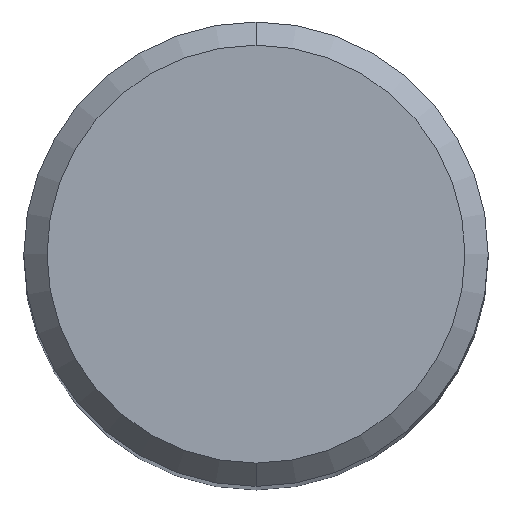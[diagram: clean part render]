
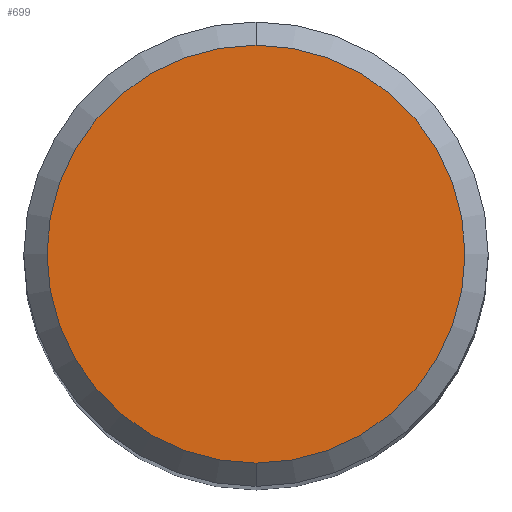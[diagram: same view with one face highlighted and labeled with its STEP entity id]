
A CAD part, top view. The second image highlights one B-rep face of the part: STEP entity #699.
In plain terms, the highlighted planar face has unit normal (0, 0, 1).
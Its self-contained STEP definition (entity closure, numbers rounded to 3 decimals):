
#363=EDGE_CURVE('',#809,#841,#977,.T.);
#623=EDGE_CURVE('',#841,#809,#1262,.T.);
#699=ADVANCED_FACE('',(#1345),#1346,.T.);
#809=VERTEX_POINT('',#1467);
#841=VERTEX_POINT('',#1499);
#977=CIRCLE('',#1744,3.6);
#1262=CIRCLE('',#2801,3.6);
#1345=FACE_OUTER_BOUND('',#3894,.T.);
#1346=PLANE('',#3895);
#1467=CARTESIAN_POINT('',(0.,-3.6,0.0));
#1499=CARTESIAN_POINT('',(0.0,3.6,0.0));
#1744=AXIS2_PLACEMENT_3D('',#7307,#7308,#7309);
#2801=AXIS2_PLACEMENT_3D('',#7588,#7589,#7590);
#3894=EDGE_LOOP('',(#7692,#7693));
#3895=AXIS2_PLACEMENT_3D('',#7694,#7695,#7696);
#7307=CARTESIAN_POINT('',(0.0,0.0,0.0));
#7308=DIRECTION('',(0.0,0.0,-1.0));
#7309=DIRECTION('',(0.0,1.0,0.0));
#7588=CARTESIAN_POINT('',(0.0,0.0,0.0));
#7589=DIRECTION('',(0.0,0.0,-1.0));
#7590=DIRECTION('',(0.0,1.0,0.0));
#7692=ORIENTED_EDGE('',*,*,#623,.F.);
#7693=ORIENTED_EDGE('',*,*,#363,.F.);
#7694=CARTESIAN_POINT('',(0.0,1.8,0.0));
#7695=DIRECTION('',(-0.0,0.0,1.0));
#7696=DIRECTION('',(0.0,-1.0,0.0));
